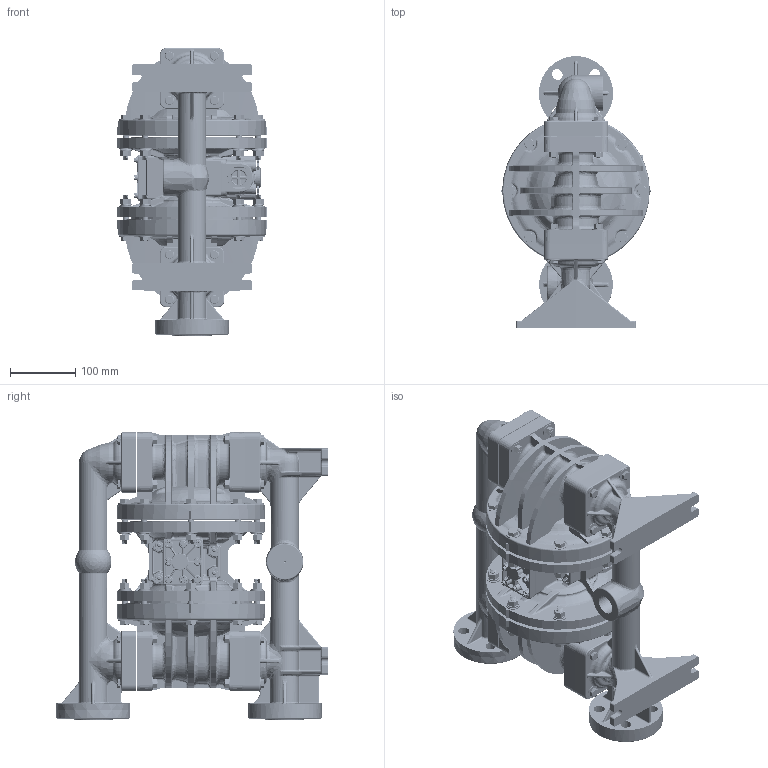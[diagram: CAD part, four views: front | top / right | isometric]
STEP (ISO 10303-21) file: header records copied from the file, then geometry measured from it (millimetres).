
FILE_DESCRIPTION((''),'2;1');
FILE_NAME('A100-SPX-ASSY_STEP-09-01-2017','2017-09-01T11:14:47',('dmcdermott'),(''),'CREO PARAMETRIC BY PTC INC, 2017110','CREO PARAMETRIC BY PTC INC, 2017110','');
FILE_SCHEMA(('CONFIG_CONTROL_DESIGN'));
Products named in the file (1): A100-SPX-ASSY_STEP-09-01-2017
Bounding box: 231.14 x 415.95 x 440.58 mm (x, y, z)
Surface area: 1101400.9 mm2 (no closed solid volume)
Topology: 0 solids, 250 shells, 7638 faces, 21000 edges, 13489 vertices
Faces by surface type: bspline 2183, cylinder 2178, plane 1363, cone 990, torus 575, sphere 301, extrusion 48
Entity records: 436509 total; most frequent: CARTESIAN_POINT 269190, ORIENTED_EDGE 36405, DIRECTION 28805, EDGE_CURVE 20944, VERTEX_POINT 13489, AXIS2_PLACEMENT_3D 11810, B_SPLINE_CURVE_WITH_KNOTS 9452, EDGE_LOOP 8086
